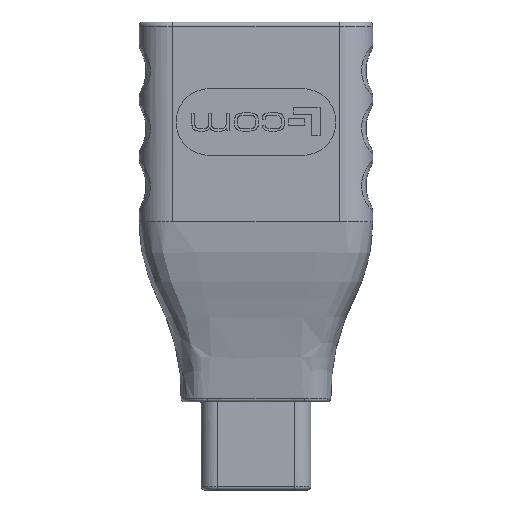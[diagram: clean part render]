
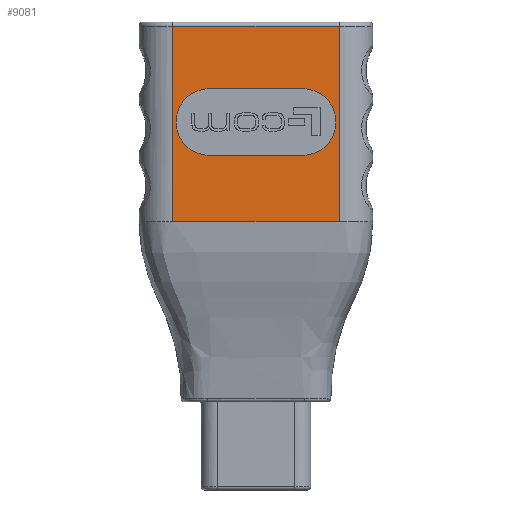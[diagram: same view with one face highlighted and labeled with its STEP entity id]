
A CAD part, front view. The second image highlights one B-rep face of the part: STEP entity #9081.
In plain terms, the highlighted planar face has unit normal (0, -1, 0).
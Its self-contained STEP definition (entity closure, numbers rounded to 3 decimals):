
#862 = CIRCLE ( 'NONE', #70071, 2.5 ) ;
#1760 = VERTEX_POINT ( 'NONE', #46530 ) ;
#5265 = LINE ( 'NONE', #69581, #50461 ) ;
#5337 = VERTEX_POINT ( 'NONE', #19123 ) ;
#5345 = DIRECTION ( 'NONE',  ( 0., -1., 0. ) ) ;
#5911 = EDGE_LOOP ( 'NONE', ( #41131, #48181, #63016, #59413 ) ) ;
#7855 = CARTESIAN_POINT ( 'NONE',  ( -6.25, -4.8, -15. ) ) ;
#9052 = VERTEX_POINT ( 'NONE', #64143 ) ;
#9081 = ADVANCED_FACE ( 'NONE', ( #57645, #43801 ), #70077, .T. ) ;
#12223 = ORIENTED_EDGE ( 'NONE', *, *, #22683, .T. ) ;
#13872 = VECTOR ( 'NONE', #34140, 1000. ) ;
#14412 = CARTESIAN_POINT ( 'NONE',  ( 6.25, -4.8, -15. ) ) ;
#18036 = VERTEX_POINT ( 'NONE', #59805 ) ;
#19123 = CARTESIAN_POINT ( 'NONE',  ( -6.25, -4.8, -0.3 ) ) ;
#19930 = EDGE_CURVE ( 'NONE', #65871, #5337, #34278, .T. ) ;
#20019 = VERTEX_POINT ( 'NONE', #73575 ) ;
#20507 = EDGE_CURVE ( 'NONE', #1760, #28282, #47260, .T. ) ;
#20987 = EDGE_CURVE ( 'NONE', #65871, #1760, #49012, .T. ) ;
#21879 = DIRECTION ( 'NONE',  ( 0., 1., 0. ) ) ;
#22209 = EDGE_CURVE ( 'NONE', #28282, #5337, #39629, .T. ) ;
#22483 = CARTESIAN_POINT ( 'NONE',  ( 3.5, -4.8, -10. ) ) ;
#22683 = EDGE_CURVE ( 'NONE', #74200, #64777, #43247, .T. ) ;
#24379 = EDGE_CURVE ( 'NONE', #64777, #18036, #37478, .T. ) ;
#25629 = DIRECTION ( 'NONE',  ( 0., 0., 1. ) ) ;
#26315 = ORIENTED_EDGE ( 'NONE', *, *, #65995, .T. ) ;
#26425 = CARTESIAN_POINT ( 'NONE',  ( 3.5, -4.8, -7.5 ) ) ;
#27098 = DIRECTION ( 'NONE',  ( 0., 1., 0. ) ) ;
#28180 = CARTESIAN_POINT ( 'NONE',  ( -6.25, -4.8, -15. ) ) ;
#28282 = VERTEX_POINT ( 'NONE', #71956 ) ;
#31066 = EDGE_CURVE ( 'NONE', #18036, #9052, #5265, .T. ) ;
#31813 = ORIENTED_EDGE ( 'NONE', *, *, #31066, .T. ) ;
#32377 = DIRECTION ( 'NONE',  ( -1., 0., 0. ) ) ;
#34140 = DIRECTION ( 'NONE',  ( 1., 0., 0. ) ) ;
#34278 = LINE ( 'NONE', #7855, #63778 ) ;
#34295 = EDGE_CURVE ( 'NONE', #20019, #74200, #56427, .T. ) ;
#34767 = CARTESIAN_POINT ( 'NONE',  ( -6.25, -4.8, -15. ) ) ;
#37054 = EDGE_LOOP ( 'NONE', ( #12223, #76528, #31813, #26315, #69113 ) ) ;
#37478 = CIRCLE ( 'NONE', #66940, 2.5 ) ;
#38257 = AXIS2_PLACEMENT_3D ( 'NONE', #57219, #21879, #63166 ) ;
#39629 = LINE ( 'NONE', #40445, #69128 ) ;
#40445 = CARTESIAN_POINT ( 'NONE',  ( -6.25, -4.8, -0.3 ) ) ;
#41131 = ORIENTED_EDGE ( 'NONE', *, *, #20507, .T. ) ;
#43247 = LINE ( 'NONE', #57880, #72735 ) ;
#43801 = FACE_BOUND ( 'NONE', #37054, .T. ) ;
#43995 = AXIS2_PLACEMENT_3D ( 'NONE', #34767, #5345, #46618 ) ;
#45479 = CARTESIAN_POINT ( 'NONE',  ( -3.5, -4.8, -10. ) ) ;
#46530 = CARTESIAN_POINT ( 'NONE',  ( 6.25, -4.8, -15. ) ) ;
#46618 = DIRECTION ( 'NONE',  ( 1., 0., 0. ) ) ;
#47260 = LINE ( 'NONE', #14412, #61063 ) ;
#48181 = ORIENTED_EDGE ( 'NONE', *, *, #22209, .T. ) ;
#49012 = LINE ( 'NONE', #28180, #13872 ) ;
#50461 = VECTOR ( 'NONE', #75478, 1000. ) ;
#53294 = DIRECTION ( 'NONE',  ( -1., 0., 0. ) ) ;
#56427 = CIRCLE ( 'NONE', #38257, 2.5 ) ;
#57219 = CARTESIAN_POINT ( 'NONE',  ( 3.5, -4.8, -7.5 ) ) ;
#57645 = FACE_OUTER_BOUND ( 'NONE', #5911, .T. ) ;
#57880 = CARTESIAN_POINT ( 'NONE',  ( -3.5, -4.8, -10. ) ) ;
#58759 = CARTESIAN_POINT ( 'NONE',  ( -6.25, -4.8, -15. ) ) ;
#59413 = ORIENTED_EDGE ( 'NONE', *, *, #20987, .T. ) ;
#59805 = CARTESIAN_POINT ( 'NONE',  ( -3.5, -4.8, -5. ) ) ;
#61063 = VECTOR ( 'NONE', #61625, 1000. ) ;
#61625 = DIRECTION ( 'NONE',  ( 0., 0., 1. ) ) ;
#62453 = CARTESIAN_POINT ( 'NONE',  ( -3.5, -4.8, -7.5 ) ) ;
#63016 = ORIENTED_EDGE ( 'NONE', *, *, #19930, .F. ) ;
#63166 = DIRECTION ( 'NONE',  ( -1., 0., 0. ) ) ;
#63778 = VECTOR ( 'NONE', #25629, 1000. ) ;
#63785 = DIRECTION ( 'NONE',  ( -1., 0., 0. ) ) ;
#64143 = CARTESIAN_POINT ( 'NONE',  ( 3.5, -4.8, -5. ) ) ;
#64777 = VERTEX_POINT ( 'NONE', #45479 ) ;
#65871 = VERTEX_POINT ( 'NONE', #58759 ) ;
#65995 = EDGE_CURVE ( 'NONE', #9052, #20019, #862, .T. ) ;
#66940 = AXIS2_PLACEMENT_3D ( 'NONE', #62453, #27098, #68394 ) ;
#67718 = DIRECTION ( 'NONE',  ( 0., 1., 0. ) ) ;
#68394 = DIRECTION ( 'NONE',  ( -1., 0., 0. ) ) ;
#69113 = ORIENTED_EDGE ( 'NONE', *, *, #34295, .T. ) ;
#69128 = VECTOR ( 'NONE', #53294, 1000. ) ;
#69581 = CARTESIAN_POINT ( 'NONE',  ( -3.5, -4.8, -5. ) ) ;
#70071 = AXIS2_PLACEMENT_3D ( 'NONE', #26425, #67718, #32377 ) ;
#70077 = PLANE ( 'NONE',  #43995 ) ;
#71956 = CARTESIAN_POINT ( 'NONE',  ( 6.25, -4.8, -0.3 ) ) ;
#72735 = VECTOR ( 'NONE', #63785, 1000. ) ;
#73575 = CARTESIAN_POINT ( 'NONE',  ( 6., -4.8, -7.5 ) ) ;
#74200 = VERTEX_POINT ( 'NONE', #22483 ) ;
#75478 = DIRECTION ( 'NONE',  ( 1., 0., 0. ) ) ;
#76528 = ORIENTED_EDGE ( 'NONE', *, *, #24379, .T. ) ;
